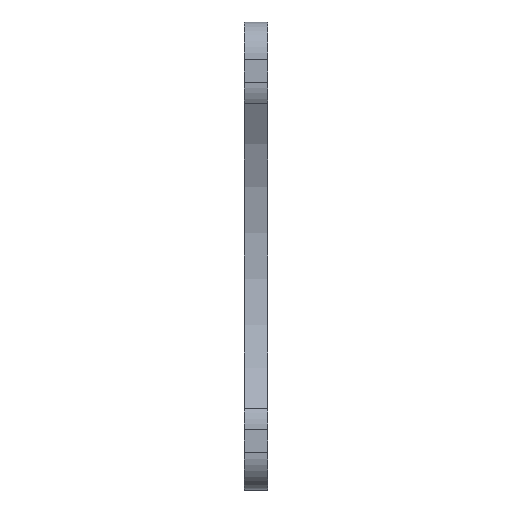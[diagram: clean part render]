
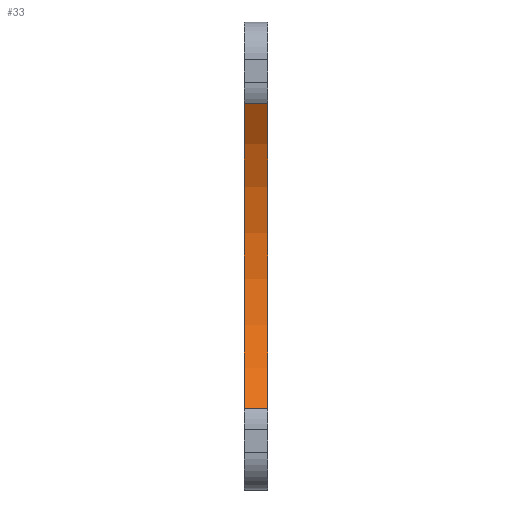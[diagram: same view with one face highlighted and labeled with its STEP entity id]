
A CAD part, front view. The second image highlights one B-rep face of the part: STEP entity #33.
In plain terms, the highlighted cylindrical face has radius 18.415 mm (diameter 36.83 mm), a partial arc.
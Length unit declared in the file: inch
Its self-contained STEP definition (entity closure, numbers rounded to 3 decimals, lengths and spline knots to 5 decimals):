
#6 = CIRCLE ( 'NONE', #296, 0.725 ) ;
#20 = CARTESIAN_POINT ( 'NONE',  ( 1.6648, 0.12107, 1.98344 ) ) ;
#33 = ADVANCED_FACE ( 'NONE', ( #1218 ), #96, .F. ) ;
#44 = DIRECTION ( 'NONE',  ( -1., 0., 0. ) ) ;
#53 = VERTEX_POINT ( 'NONE', #1454 ) ;
#96 = CYLINDRICAL_SURFACE ( 'NONE', #1479, 0.725 ) ;
#100 = ORIENTED_EDGE ( 'NONE', *, *, #1456, .F. ) ;
#296 = AXIS2_PLACEMENT_3D ( 'NONE', #1332, #337, #1189 ) ;
#337 = DIRECTION ( 'NONE',  ( -1., 0., 0. ) ) ;
#361 = DIRECTION ( 'NONE',  ( 0., 0., -1. ) ) ;
#392 = VECTOR ( 'NONE', #1760, 39.37008 ) ;
#446 = VERTEX_POINT ( 'NONE', #1325 ) ;
#517 = EDGE_CURVE ( 'NONE', #53, #536, #1808, .T. ) ;
#536 = VERTEX_POINT ( 'NONE', #871 ) ;
#553 = VECTOR ( 'NONE', #1303, 39.37008 ) ;
#692 = ORIENTED_EDGE ( 'NONE', *, *, #1012, .T. ) ;
#714 = DIRECTION ( 'NONE',  ( 0., 0., 1. ) ) ;
#726 = ORIENTED_EDGE ( 'NONE', *, *, #1403, .T. ) ;
#871 = CARTESIAN_POINT ( 'NONE',  ( 1.6023, 0.72166, 1.57734 ) ) ;
#904 = CARTESIAN_POINT ( 'NONE',  ( 1.6648, 0.72166, 2.38953 ) ) ;
#906 = EDGE_LOOP ( 'NONE', ( #692, #1278, #100, #726 ) ) ;
#945 = AXIS2_PLACEMENT_3D ( 'NONE', #1039, #44, #361 ) ;
#1009 = CIRCLE ( 'NONE', #945, 0.725 ) ;
#1012 = EDGE_CURVE ( 'NONE', #446, #536, #6, .T. ) ;
#1039 = CARTESIAN_POINT ( 'NONE',  ( 1.6648, 0.12107, 1.98344 ) ) ;
#1109 = LINE ( 'NONE', #904, #392 ) ;
#1189 = DIRECTION ( 'NONE',  ( 0., 0., -1. ) ) ;
#1218 = FACE_OUTER_BOUND ( 'NONE', #906, .T. ) ;
#1278 = ORIENTED_EDGE ( 'NONE', *, *, #517, .F. ) ;
#1303 = DIRECTION ( 'NONE',  ( -1., 0., 0. ) ) ;
#1304 = DIRECTION ( 'NONE',  ( -1., 0., 0. ) ) ;
#1325 = CARTESIAN_POINT ( 'NONE',  ( 1.6023, 0.72166, 2.38953 ) ) ;
#1332 = CARTESIAN_POINT ( 'NONE',  ( 1.6023, 0.12107, 1.98344 ) ) ;
#1402 = VERTEX_POINT ( 'NONE', #1767 ) ;
#1403 = EDGE_CURVE ( 'NONE', #1402, #446, #1109, .T. ) ;
#1454 = CARTESIAN_POINT ( 'NONE',  ( 1.6648, 0.72166, 1.57734 ) ) ;
#1456 = EDGE_CURVE ( 'NONE', #1402, #53, #1009, .T. ) ;
#1479 = AXIS2_PLACEMENT_3D ( 'NONE', #20, #1304, #714 ) ;
#1595 = CARTESIAN_POINT ( 'NONE',  ( 1.6648, 0.72166, 1.57734 ) ) ;
#1760 = DIRECTION ( 'NONE',  ( -1., 0., 0. ) ) ;
#1767 = CARTESIAN_POINT ( 'NONE',  ( 1.6648, 0.72166, 2.38953 ) ) ;
#1808 = LINE ( 'NONE', #1595, #553 ) ;
